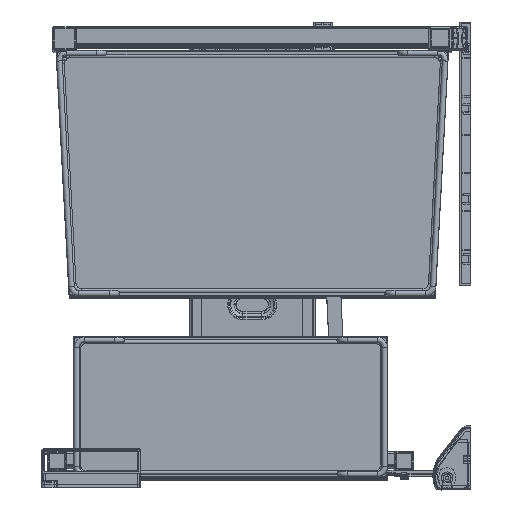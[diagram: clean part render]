
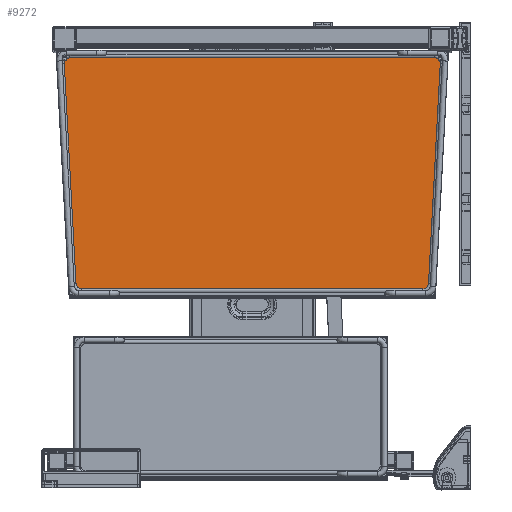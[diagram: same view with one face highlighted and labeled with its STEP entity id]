
A CAD part, top view. The second image highlights one B-rep face of the part: STEP entity #9272.
In plain terms, the highlighted planar face has unit normal (0, 0, 1).
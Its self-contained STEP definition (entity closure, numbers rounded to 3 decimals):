
#9272=ADVANCED_FACE('',(#20607),#20608,.T.);
#20607=FACE_OUTER_BOUND('',#36427,.T.);
#20608=PLANE('',#36428);
#36427=EDGE_LOOP('',(#60621,#60622,#60623,#60624));
#36428=AXIS2_PLACEMENT_3D('',#60625,#60626,#60627);
#60621=ORIENTED_EDGE('',*,*,#90901,.T.);
#60622=ORIENTED_EDGE('',*,*,#90903,.T.);
#60623=ORIENTED_EDGE('',*,*,#90904,.T.);
#60624=ORIENTED_EDGE('',*,*,#90905,.T.);
#60625=CARTESIAN_POINT('',(192.156,-61.298,1555.5));
#60626=DIRECTION('',(0.,0.,1.0));
#60627=DIRECTION('',(0.999,-0.053,0.));
#90901=EDGE_CURVE('',#107399,#107401,#107403,.T.);
#90903=EDGE_CURVE('',#107401,#107405,#107406,.T.);
#90904=EDGE_CURVE('',#107405,#107407,#107408,.T.);
#90905=EDGE_CURVE('',#107407,#107399,#107409,.T.);
#107399=VERTEX_POINT('',#130846);
#107401=VERTEX_POINT('',#130849);
#107403=LINE('',#130852,#130853);
#107405=VERTEX_POINT('',#130855);
#107406=LINE('',#130856,#130857);
#107407=VERTEX_POINT('',#130858);
#107408=LINE('',#130859,#130860);
#107409=LINE('',#130861,#130862);
#130846=CARTESIAN_POINT('',(-202.143,191.202,1555.5));
#130849=CARTESIAN_POINT('',(-188.838,-57.798,1555.5));
#130852=CARTESIAN_POINT('',(-187.567,-81.589,1555.5));
#130853=VECTOR('',#155853,1.0);
#130855=CARTESIAN_POINT('',(188.838,-57.798,1555.5));
#130856=CARTESIAN_POINT('',(192.156,-57.798,1555.5));
#130857=VECTOR('',#155854,1.0);
#130858=CARTESIAN_POINT('',(202.143,191.202,1555.5));
#130859=CARTESIAN_POINT('',(188.661,-61.112,1555.5));
#130860=VECTOR('',#155855,1.0);
#130861=CARTESIAN_POINT('',(192.156,191.202,1555.5));
#130862=VECTOR('',#155856,1.0);
#155853=DIRECTION('',(0.053,-0.999,0.));
#155854=DIRECTION('',(1.0,0.,0.));
#155855=DIRECTION('',(0.053,0.999,0.));
#155856=DIRECTION('',(-1.0,0.,0.));
